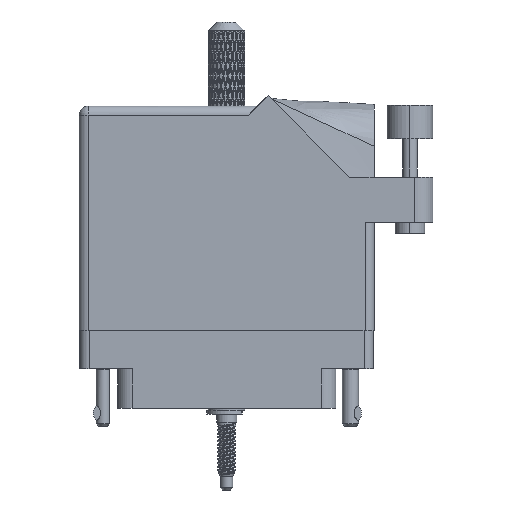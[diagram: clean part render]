
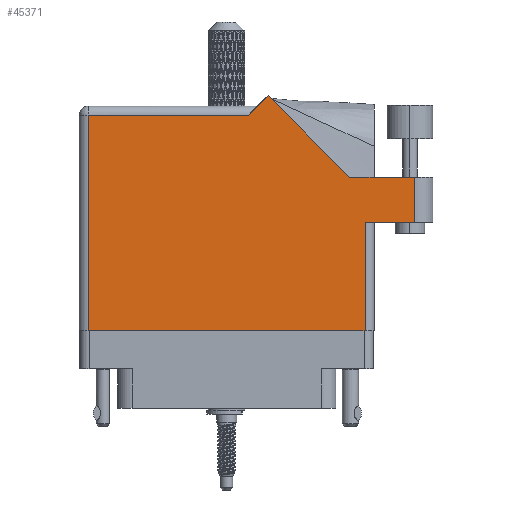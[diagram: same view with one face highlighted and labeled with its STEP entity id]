
A CAD part, front view. The second image highlights one B-rep face of the part: STEP entity #45371.
In plain terms, the highlighted face is planar.
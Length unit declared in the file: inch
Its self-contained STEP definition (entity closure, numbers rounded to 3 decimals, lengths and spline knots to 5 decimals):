
#1084 = VECTOR ( 'NONE', #45038, 39.37008 ) ;
#2184 = LINE ( 'NONE', #71625, #52601 ) ;
#2476 = DIRECTION ( 'NONE',  ( 0., -1., 0. ) ) ;
#3741 = EDGE_CURVE ( 'NONE', #28833, #100624, #55842, .T. ) ;
#4295 = DIRECTION ( 'NONE',  ( 0., 0., -1. ) ) ;
#6438 = DIRECTION ( 'NONE',  ( -0.707, -0.707, 0. ) ) ;
#6503 = ORIENTED_EDGE ( 'NONE', *, *, #26360, .T. ) ;
#7057 = CARTESIAN_POINT ( 'NONE',  ( 1.84442, 1.044, 0. ) ) ;
#9199 = CARTESIAN_POINT ( 'NONE',  ( 1.948, 0.737, 0. ) ) ;
#12549 = EDGE_CURVE ( 'NONE', #19827, #28833, #23684, .T. ) ;
#14537 = CARTESIAN_POINT ( 'NONE',  ( 2.41, 1.044, 0. ) ) ;
#15231 = DIRECTION ( 'NONE',  ( -0.707, 0.707, 0. ) ) ;
#16751 = EDGE_CURVE ( 'NONE', #57527, #19827, #39010, .T. ) ;
#17363 = VECTOR ( 'NONE', #2476, 39.37008 ) ;
#18464 = ORIENTED_EDGE ( 'NONE', *, *, #12549, .T. ) ;
#18813 = CARTESIAN_POINT ( 'NONE',  ( 0., 1.468, 0. ) ) ;
#18840 = VECTOR ( 'NONE', #108506, 39.37008 ) ;
#19669 = VERTEX_POINT ( 'NONE', #77064 ) ;
#19827 = VERTEX_POINT ( 'NONE', #21274 ) ;
#21274 = CARTESIAN_POINT ( 'NONE',  ( 1.155, 1.468, 0. ) ) ;
#21386 = DIRECTION ( 'NONE',  ( -1., 0., 0. ) ) ;
#23684 = LINE ( 'NONE', #18813, #1084 ) ;
#26360 = EDGE_CURVE ( 'NONE', #19669, #92597, #75925, .T. ) ;
#28174 = DIRECTION ( 'NONE',  ( 0., 1., 0. ) ) ;
#28833 = VERTEX_POINT ( 'NONE', #41025 ) ;
#29670 = VECTOR ( 'NONE', #88526, 39.37008 ) ;
#33412 = CARTESIAN_POINT ( 'NONE',  ( 2.01, 0.737, 0. ) ) ;
#34162 = DIRECTION ( 'NONE',  ( 1., 0., 0. ) ) ;
#37172 = CARTESIAN_POINT ( 'NONE',  ( 2.285, 1.044, 0. ) ) ;
#37242 = EDGE_CURVE ( 'NONE', #92230, #19669, #49374, .T. ) ;
#38971 = LINE ( 'NONE', #104938, #29670 ) ;
#39010 = LINE ( 'NONE', #108203, #88181 ) ;
#41025 = CARTESIAN_POINT ( 'NONE',  ( 0.062, 1.468, 0. ) ) ;
#42312 = VERTEX_POINT ( 'NONE', #62437 ) ;
#42928 = ORIENTED_EDGE ( 'NONE', *, *, #109736, .T. ) ;
#45038 = DIRECTION ( 'NONE',  ( -1., 0., 0. ) ) ;
#45371 = ADVANCED_FACE ( 'NONE', ( #60492 ), #88195, .F. ) ;
#48057 = ORIENTED_EDGE ( 'NONE', *, *, #3741, .T. ) ;
#48320 = EDGE_LOOP ( 'NONE', ( #86890, #67639, #6503, #42928, #55121, #18464, #48057, #55139, #52637 ) ) ;
#48554 = EDGE_CURVE ( 'NONE', #100624, #42312, #38971, .T. ) ;
#49374 = LINE ( 'NONE', #37172, #107989 ) ;
#52601 = VECTOR ( 'NONE', #28174, 39.37008 ) ;
#52637 = ORIENTED_EDGE ( 'NONE', *, *, #103713, .T. ) ;
#53801 = CARTESIAN_POINT ( 'NONE',  ( 1.28771, 1.60071, 0. ) ) ;
#55121 = ORIENTED_EDGE ( 'NONE', *, *, #16751, .T. ) ;
#55139 = ORIENTED_EDGE ( 'NONE', *, *, #48554, .T. ) ;
#55842 = LINE ( 'NONE', #88578, #17363 ) ;
#57419 = VECTOR ( 'NONE', #15231, 39.37008 ) ;
#57527 = VERTEX_POINT ( 'NONE', #53801 ) ;
#59370 = LINE ( 'NONE', #33412, #72628 ) ;
#60492 = FACE_OUTER_BOUND ( 'NONE', #48320, .T. ) ;
#62437 = CARTESIAN_POINT ( 'NONE',  ( 1.948, 0., 0. ) ) ;
#63371 = CARTESIAN_POINT ( 'NONE',  ( 0., 1.53, 0. ) ) ;
#65310 = EDGE_CURVE ( 'NONE', #73488, #92230, #59370, .T. ) ;
#67639 = ORIENTED_EDGE ( 'NONE', *, *, #37242, .T. ) ;
#71625 = CARTESIAN_POINT ( 'NONE',  ( 1.948, 0.737, 0. ) ) ;
#72628 = VECTOR ( 'NONE', #34162, 39.37008 ) ;
#73488 = VERTEX_POINT ( 'NONE', #9199 ) ;
#74686 = LINE ( 'NONE', #7057, #57419 ) ;
#75925 = LINE ( 'NONE', #14537, #18840 ) ;
#77064 = CARTESIAN_POINT ( 'NONE',  ( 2.285, 1.044, 0. ) ) ;
#86890 = ORIENTED_EDGE ( 'NONE', *, *, #65310, .T. ) ;
#88181 = VECTOR ( 'NONE', #6438, 39.37008 ) ;
#88195 = PLANE ( 'NONE',  #108552 ) ;
#88526 = DIRECTION ( 'NONE',  ( 1., 0., 0. ) ) ;
#88578 = CARTESIAN_POINT ( 'NONE',  ( 0.062, 0., 0. ) ) ;
#92230 = VERTEX_POINT ( 'NONE', #102512 ) ;
#92597 = VERTEX_POINT ( 'NONE', #109866 ) ;
#99168 = DIRECTION ( 'NONE',  ( 0., 1., 0. ) ) ;
#100624 = VERTEX_POINT ( 'NONE', #107909 ) ;
#102512 = CARTESIAN_POINT ( 'NONE',  ( 2.285, 0.737, 0. ) ) ;
#103713 = EDGE_CURVE ( 'NONE', #42312, #73488, #2184, .T. ) ;
#104938 = CARTESIAN_POINT ( 'NONE',  ( 0., 0., 0. ) ) ;
#107909 = CARTESIAN_POINT ( 'NONE',  ( 0.062, 0., 0. ) ) ;
#107989 = VECTOR ( 'NONE', #99168, 39.37008 ) ;
#108203 = CARTESIAN_POINT ( 'NONE',  ( 1.217, 1.53, 0. ) ) ;
#108506 = DIRECTION ( 'NONE',  ( -1., 0., 0. ) ) ;
#108552 = AXIS2_PLACEMENT_3D ( 'NONE', #63371, #4295, #21386 ) ;
#109736 = EDGE_CURVE ( 'NONE', #92597, #57527, #74686, .T. ) ;
#109866 = CARTESIAN_POINT ( 'NONE',  ( 1.84442, 1.044, 0. ) ) ;
